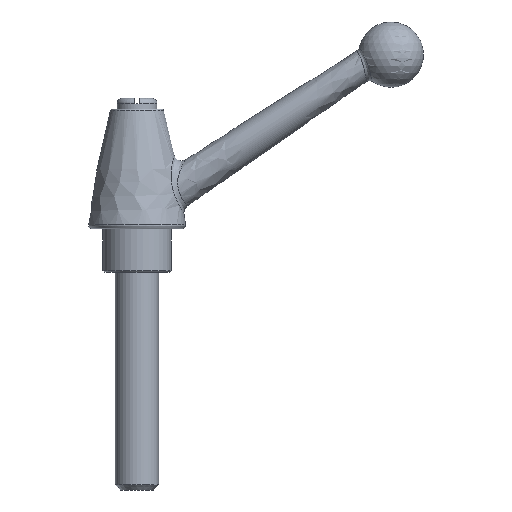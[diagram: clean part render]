
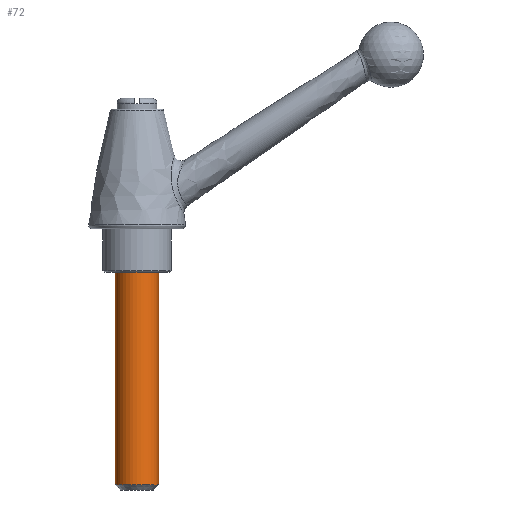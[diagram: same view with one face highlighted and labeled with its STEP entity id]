
A CAD part, front view. The second image highlights one B-rep face of the part: STEP entity #72.
In plain terms, the highlighted cylindrical face has radius 6 mm (diameter 12 mm), a full revolution.
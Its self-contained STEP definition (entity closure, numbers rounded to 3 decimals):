
#72 = ADVANCED_FACE( '', ( #160, #161 ), #162, .T. );
#160 = FACE_OUTER_BOUND( '', #1676, .T. );
#161 = FACE_OUTER_BOUND( '', #1677, .T. );
#162 = CYLINDRICAL_SURFACE( '', #1678, 6. );
#1676 = EDGE_LOOP( '', ( #5163 ) );
#1677 = EDGE_LOOP( '', ( #5164 ) );
#1678 = AXIS2_PLACEMENT_3D( '', #5165, #5166, #5167 );
#5163 = ORIENTED_EDGE( '', *, *, #5278, .T. );
#5164 = ORIENTED_EDGE( '', *, *, #5281, .T. );
#5165 = CARTESIAN_POINT( '', ( 0., 0., -72. ) );
#5166 = DIRECTION( '', ( 0., 0., -1. ) );
#5167 = DIRECTION( '', ( 0., -1., 0. ) );
#5278 = EDGE_CURVE( '', #5352, #5352, #5353, .F. );
#5281 = EDGE_CURVE( '', #5357, #5357, #5358, .F. );
#5352 = VERTEX_POINT( '', #6790 );
#5353 = CIRCLE( '', #6791, 6. );
#5357 = VERTEX_POINT( '', #6795 );
#5358 = CIRCLE( '', #6796, 6. );
#6790 = CARTESIAN_POINT( '', ( 0., 6., -70.5 ) );
#6791 = AXIS2_PLACEMENT_3D( '', #7633, #7634, #7635 );
#6795 = CARTESIAN_POINT( '', ( 0., -6., -12. ) );
#6796 = AXIS2_PLACEMENT_3D( '', #7639, #7640, #7641 );
#7633 = CARTESIAN_POINT( '', ( 0., 0., -70.5 ) );
#7634 = DIRECTION( '', ( 0., 0., -1. ) );
#7635 = DIRECTION( '', ( 0., 1., 0. ) );
#7639 = CARTESIAN_POINT( '', ( 0., 0., -12. ) );
#7640 = DIRECTION( '', ( 0., 0., 1. ) );
#7641 = DIRECTION( '', ( 0., -1., 0. ) );
